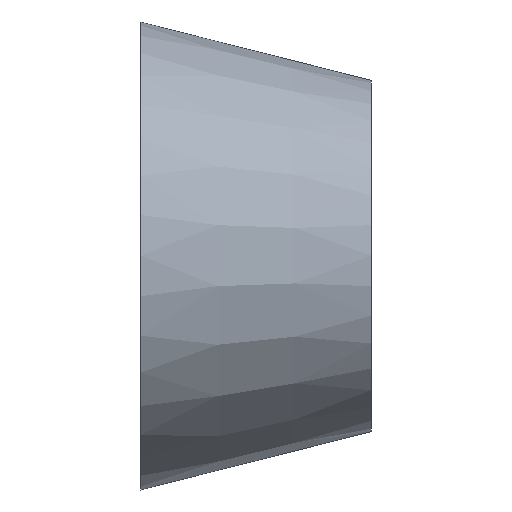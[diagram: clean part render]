
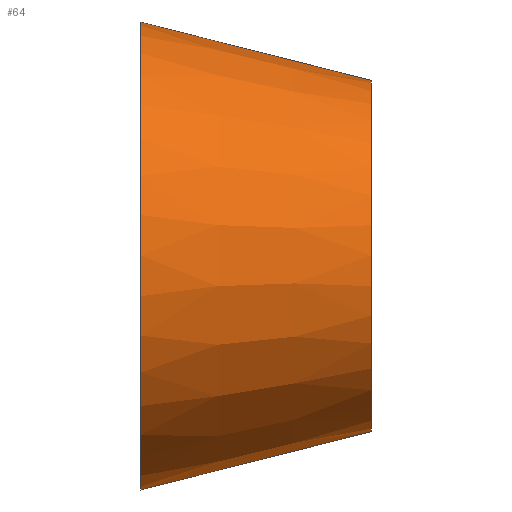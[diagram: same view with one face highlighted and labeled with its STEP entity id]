
A CAD part, top view. The second image highlights one B-rep face of the part: STEP entity #64.
In plain terms, the highlighted conical face has half-angle 14.252 degrees and reference radius 38.1 mm.
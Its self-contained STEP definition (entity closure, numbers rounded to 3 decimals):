
#2 = VERTEX_POINT ( 'NONE', #191 ) ;
#10 = CARTESIAN_POINT ( 'NONE',  ( 50., 23.365, 0. ) ) ;
#15 = EDGE_CURVE ( 'NONE', #195, #31, #136, .T. ) ;
#23 = DIRECTION ( 'NONE',  ( -1., 0., 0. ) ) ;
#31 = VERTEX_POINT ( 'NONE', #153 ) ;
#35 = VECTOR ( 'NONE', #50, 1000. ) ;
#38 = DIRECTION ( 'NONE',  ( -1., 0., 0. ) ) ;
#40 = LINE ( 'NONE', #91, #210 ) ;
#41 = CARTESIAN_POINT ( 'NONE',  ( 0., -65.535, 0. ) ) ;
#49 = AXIS2_PLACEMENT_3D ( 'NONE', #193, #23, #156 ) ;
#50 = DIRECTION ( 'NONE',  ( -0.969, 0.246, 0. ) ) ;
#56 = CONICAL_SURFACE ( 'NONE', #126, 38.1, 0.249 ) ;
#59 = EDGE_CURVE ( 'NONE', #2, #195, #155, .T. ) ;
#64 = ADVANCED_FACE ( 'NONE', ( #203 ), #56, .T. ) ;
#83 = CARTESIAN_POINT ( 'NONE',  ( 50., 23.365, 0. ) ) ;
#84 = ORIENTED_EDGE ( 'NONE', *, *, #59, .T. ) ;
#91 = CARTESIAN_POINT ( 'NONE',  ( 50., -52.835, 0. ) ) ;
#100 = CARTESIAN_POINT ( 'NONE',  ( 50., -14.735, 0. ) ) ;
#102 = ORIENTED_EDGE ( 'NONE', *, *, #171, .F. ) ;
#115 = EDGE_LOOP ( 'NONE', ( #84, #213, #102, #138 ) ) ;
#126 = AXIS2_PLACEMENT_3D ( 'NONE', #100, #38, #154 ) ;
#127 = DIRECTION ( 'NONE',  ( -1., 0., 0. ) ) ;
#136 = LINE ( 'NONE', #83, #35 ) ;
#138 = ORIENTED_EDGE ( 'NONE', *, *, #182, .F. ) ;
#141 = VERTEX_POINT ( 'NONE', #41 ) ;
#144 = CARTESIAN_POINT ( 'NONE',  ( 0., -14.735, 0. ) ) ;
#153 = CARTESIAN_POINT ( 'NONE',  ( 0., 36.065, 0. ) ) ;
#154 = DIRECTION ( 'NONE',  ( 0., -1., 0. ) ) ;
#155 = CIRCLE ( 'NONE', #49, 38.1 ) ;
#156 = DIRECTION ( 'NONE',  ( 0., -1., 0. ) ) ;
#160 = CIRCLE ( 'NONE', #175, 50.8 ) ;
#171 = EDGE_CURVE ( 'NONE', #141, #31, #160, .T. ) ;
#175 = AXIS2_PLACEMENT_3D ( 'NONE', #144, #127, #197 ) ;
#180 = DIRECTION ( 'NONE',  ( -0.969, -0.246, 0. ) ) ;
#182 = EDGE_CURVE ( 'NONE', #2, #141, #40, .T. ) ;
#191 = CARTESIAN_POINT ( 'NONE',  ( 50., -52.835, 0. ) ) ;
#193 = CARTESIAN_POINT ( 'NONE',  ( 50., -14.735, 0. ) ) ;
#195 = VERTEX_POINT ( 'NONE', #10 ) ;
#197 = DIRECTION ( 'NONE',  ( 0., -1., 0. ) ) ;
#203 = FACE_OUTER_BOUND ( 'NONE', #115, .T. ) ;
#210 = VECTOR ( 'NONE', #180, 1000. ) ;
#213 = ORIENTED_EDGE ( 'NONE', *, *, #15, .T. ) ;
